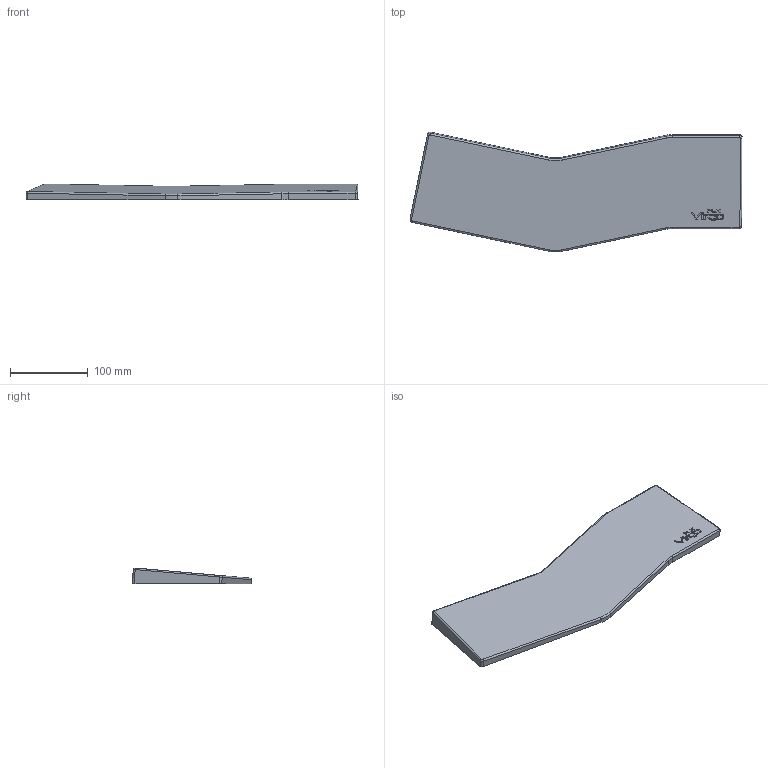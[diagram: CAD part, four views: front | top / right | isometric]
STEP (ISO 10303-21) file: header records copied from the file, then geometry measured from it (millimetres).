
FILE_DESCRIPTION(/* description */ (''),/* implementation_level */ '2;1');
FILE_NAME(/* name */ 'Rest.step',/* time_stamp */ '2020-04-18T10:28:10+01:00',/* author */ (''),/* organization */ (''),/* preprocessor_version */ 'ST-DEVELOPER v18.1',/* originating_system */ 'Autodesk Translation Framework v9.2.0.1227',/* authorisation */ '');
FILE_SCHEMA (('AUTOMOTIVE_DESIGN { 1 0 10303 214 3 1 1 }'));
Length unit declared in the file: millimetre
Products named in the file (1): Rest
Bounding box: 426.79 x 154.12 x 20.5 mm (x, y, z)
Volume: 708203.3 mm3; surface area: 114396.9 mm2
Topology: 1 solids, 1 shells, 221 faces, 608 edges, 400 vertices
Faces by surface type: bspline 144, plane 69, cylinder 8
Entity records: 8393 total; most frequent: CARTESIAN_POINT 3689, ORIENTED_EDGE 1216, EDGE_CURVE 608, DIRECTION 516, VERTEX_POINT 400, LINE 312, VECTOR 312, B_SPLINE_CURVE_WITH_KNOTS 272
